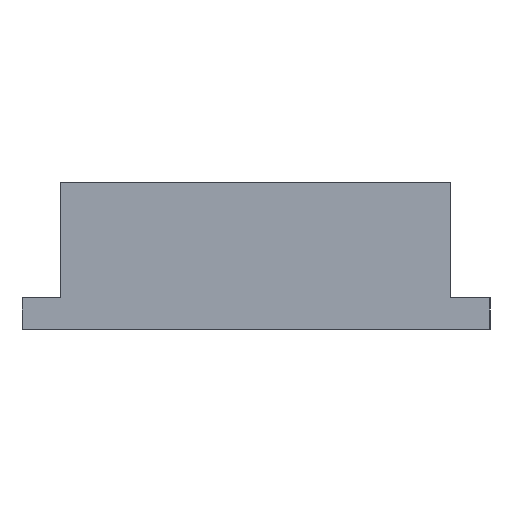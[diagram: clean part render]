
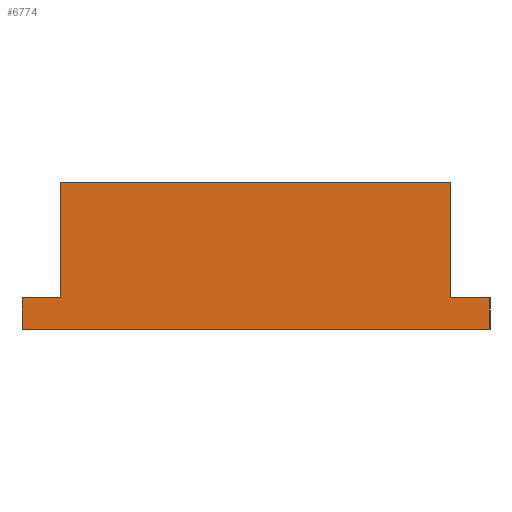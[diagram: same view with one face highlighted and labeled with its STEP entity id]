
A CAD part, left-side view. The second image highlights one B-rep face of the part: STEP entity #6774.
In plain terms, the highlighted planar face has unit normal (-1, 0, 0).
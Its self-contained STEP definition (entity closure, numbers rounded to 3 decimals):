
#147 = ORIENTED_EDGE ( 'NONE', *, *, #7809, .F. ) ;
#298 = ORIENTED_EDGE ( 'NONE', *, *, #5162, .T. ) ;
#426 = VECTOR ( 'NONE', #2723, 1000. ) ;
#448 = DIRECTION ( 'NONE',  ( 0., 0., 1. ) ) ;
#572 = CARTESIAN_POINT ( 'NONE',  ( -7.4, 5., 0. ) ) ;
#584 = DIRECTION ( 'NONE',  ( 0., 1., 0. ) ) ;
#637 = CARTESIAN_POINT ( 'NONE',  ( -7.4, -6., 0. ) ) ;
#802 = EDGE_CURVE ( 'NONE', #3827, #7249, #6729, .T. ) ;
#859 = EDGE_CURVE ( 'NONE', #998, #3563, #7283, .T. ) ;
#969 = CARTESIAN_POINT ( 'NONE',  ( -7.4, -6., -0.8 ) ) ;
#998 = VERTEX_POINT ( 'NONE', #637 ) ;
#1242 = CARTESIAN_POINT ( 'NONE',  ( -7.4, 5., 2.95 ) ) ;
#1325 = VERTEX_POINT ( 'NONE', #7759 ) ;
#1378 = AXIS2_PLACEMENT_3D ( 'NONE', #4261, #7389, #584 ) ;
#1493 = VECTOR ( 'NONE', #7355, 1000. ) ;
#1606 = DIRECTION ( 'NONE',  ( 0., -1., 0. ) ) ;
#1635 = CARTESIAN_POINT ( 'NONE',  ( -7.4, 6., -0.8 ) ) ;
#1739 = CARTESIAN_POINT ( 'NONE',  ( -7.4, -5., 2.95 ) ) ;
#1793 = VECTOR ( 'NONE', #2292, 1000. ) ;
#1836 = PLANE ( 'NONE',  #1378 ) ;
#2135 = DIRECTION ( 'NONE',  ( 0., 0., -1. ) ) ;
#2292 = DIRECTION ( 'NONE',  ( 0., 1., 0. ) ) ;
#2410 = ORIENTED_EDGE ( 'NONE', *, *, #859, .T. ) ;
#2586 = VERTEX_POINT ( 'NONE', #1635 ) ;
#2637 = VECTOR ( 'NONE', #5360, 1000. ) ;
#2711 = CARTESIAN_POINT ( 'NONE',  ( -7.4, -5., 2.95 ) ) ;
#2723 = DIRECTION ( 'NONE',  ( 0., 0., 1. ) ) ;
#3027 = LINE ( 'NONE', #7122, #4964 ) ;
#3113 = LINE ( 'NONE', #6747, #1493 ) ;
#3121 = ORIENTED_EDGE ( 'NONE', *, *, #3714, .F. ) ;
#3146 = FACE_OUTER_BOUND ( 'NONE', #4943, .T. ) ;
#3231 = ORIENTED_EDGE ( 'NONE', *, *, #3490, .T. ) ;
#3297 = VECTOR ( 'NONE', #2135, 1000. ) ;
#3338 = ORIENTED_EDGE ( 'NONE', *, *, #5239, .F. ) ;
#3490 = EDGE_CURVE ( 'NONE', #1325, #998, #5820, .T. ) ;
#3563 = VERTEX_POINT ( 'NONE', #3858 ) ;
#3714 = EDGE_CURVE ( 'NONE', #6950, #3563, #7851, .T. ) ;
#3827 = VERTEX_POINT ( 'NONE', #1242 ) ;
#3839 = VERTEX_POINT ( 'NONE', #6064 ) ;
#3858 = CARTESIAN_POINT ( 'NONE',  ( -7.4, -5., 0. ) ) ;
#3873 = LINE ( 'NONE', #7213, #2637 ) ;
#4205 = DIRECTION ( 'NONE',  ( 0., 0., -1. ) ) ;
#4261 = CARTESIAN_POINT ( 'NONE',  ( -7.4, 5., 2.95 ) ) ;
#4581 = CARTESIAN_POINT ( 'NONE',  ( -7.4, 5., 2.95 ) ) ;
#4943 = EDGE_LOOP ( 'NONE', ( #7055, #298, #5438, #147, #3231, #2410, #3121, #3338 ) ) ;
#4964 = VECTOR ( 'NONE', #448, 1000. ) ;
#5162 = EDGE_CURVE ( 'NONE', #7249, #3839, #3113, .T. ) ;
#5239 = EDGE_CURVE ( 'NONE', #3827, #6950, #6975, .T. ) ;
#5277 = CARTESIAN_POINT ( 'NONE',  ( -7.4, 5., 2.95 ) ) ;
#5360 = DIRECTION ( 'NONE',  ( 0., 1., 0. ) ) ;
#5438 = ORIENTED_EDGE ( 'NONE', *, *, #7934, .F. ) ;
#5820 = LINE ( 'NONE', #969, #426 ) ;
#6064 = CARTESIAN_POINT ( 'NONE',  ( -7.4, 6., 0. ) ) ;
#6613 = VECTOR ( 'NONE', #1606, 1000. ) ;
#6630 = CARTESIAN_POINT ( 'NONE',  ( -7.4, 6., 0. ) ) ;
#6729 = LINE ( 'NONE', #4581, #3297 ) ;
#6747 = CARTESIAN_POINT ( 'NONE',  ( -7.4, 6., 0. ) ) ;
#6774 = ADVANCED_FACE ( 'NONE', ( #3146 ), #1836, .F. ) ;
#6950 = VERTEX_POINT ( 'NONE', #2711 ) ;
#6975 = LINE ( 'NONE', #5277, #6613 ) ;
#7055 = ORIENTED_EDGE ( 'NONE', *, *, #802, .T. ) ;
#7122 = CARTESIAN_POINT ( 'NONE',  ( -7.4, 6., -0.8 ) ) ;
#7213 = CARTESIAN_POINT ( 'NONE',  ( -7.4, 6., -0.8 ) ) ;
#7249 = VERTEX_POINT ( 'NONE', #572 ) ;
#7283 = LINE ( 'NONE', #6630, #1793 ) ;
#7355 = DIRECTION ( 'NONE',  ( 0., 1., 0. ) ) ;
#7379 = VECTOR ( 'NONE', #4205, 1000. ) ;
#7389 = DIRECTION ( 'NONE',  ( 1., 0., 0. ) ) ;
#7759 = CARTESIAN_POINT ( 'NONE',  ( -7.4, -6., -0.8 ) ) ;
#7809 = EDGE_CURVE ( 'NONE', #1325, #2586, #3873, .T. ) ;
#7851 = LINE ( 'NONE', #1739, #7379 ) ;
#7934 = EDGE_CURVE ( 'NONE', #2586, #3839, #3027, .T. ) ;
